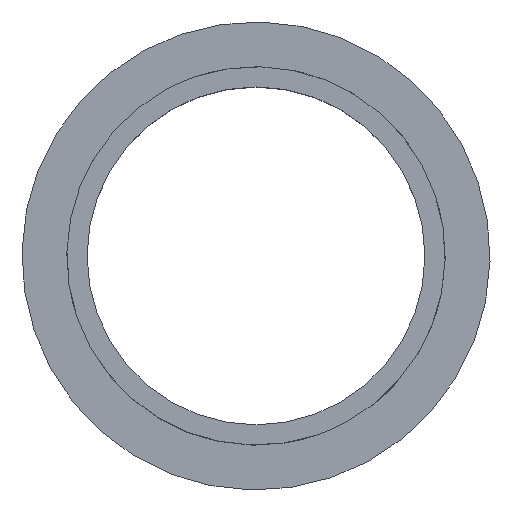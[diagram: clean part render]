
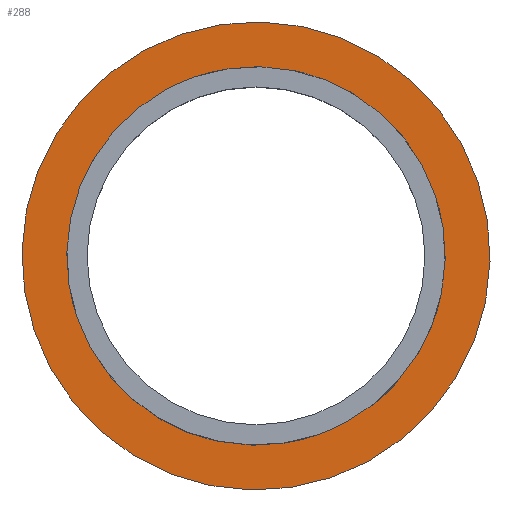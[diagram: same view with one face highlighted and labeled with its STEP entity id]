
A CAD part, top view. The second image highlights one B-rep face of the part: STEP entity #288.
In plain terms, the highlighted planar face has unit normal (0, 0, 1).
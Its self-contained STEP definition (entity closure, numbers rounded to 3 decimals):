
#184=CARTESIAN_POINT('Vertex',(-6.522,11.938,-25.)) ;
#191=CARTESIAN_POINT('Vertex',(6.522,-11.938,-25.)) ;
#195=CARTESIAN_POINT('Control Point',(6.522,-11.938,-25.)) ;
#196=CARTESIAN_POINT('Control Point',(8.397,-10.913,-25.)) ;
#197=CARTESIAN_POINT('Control Point',(10.071,-9.521,-25.)) ;
#198=CARTESIAN_POINT('Control Point',(11.447,-7.812,-25.)) ;
#199=CARTESIAN_POINT('Control Point',(13.455,-3.948,-25.)) ;
#200=CARTESIAN_POINT('Control Point',(13.853,0.389,-25.)) ;
#201=CARTESIAN_POINT('Control Point',(13.619,2.57,-25.)) ;
#202=CARTESIAN_POINT('Control Point',(12.306,6.723,-25.)) ;
#203=CARTESIAN_POINT('Control Point',(9.521,10.071,-25.)) ;
#204=CARTESIAN_POINT('Control Point',(7.812,11.447,-25.)) ;
#205=CARTESIAN_POINT('Control Point',(3.948,13.455,-25.)) ;
#206=CARTESIAN_POINT('Control Point',(-0.389,13.853,-25.)) ;
#207=CARTESIAN_POINT('Control Point',(-2.57,13.619,-25.)) ;
#208=CARTESIAN_POINT('Control Point',(-4.646,12.962,-25.)) ;
#209=CARTESIAN_POINT('Control Point',(-6.522,11.938,-25.)) ;
#238=CARTESIAN_POINT('Control Point',(-6.522,11.938,-25.)) ;
#239=CARTESIAN_POINT('Control Point',(-8.397,10.913,-25.)) ;
#240=CARTESIAN_POINT('Control Point',(-10.071,9.521,-25.)) ;
#241=CARTESIAN_POINT('Control Point',(-11.447,7.812,-25.)) ;
#242=CARTESIAN_POINT('Control Point',(-13.455,3.948,-25.)) ;
#243=CARTESIAN_POINT('Control Point',(-13.853,-0.389,-25.)) ;
#244=CARTESIAN_POINT('Control Point',(-13.619,-2.57,-25.)) ;
#245=CARTESIAN_POINT('Control Point',(-12.306,-6.723,-25.)) ;
#246=CARTESIAN_POINT('Control Point',(-9.521,-10.071,-25.)) ;
#247=CARTESIAN_POINT('Control Point',(-7.812,-11.447,-25.)) ;
#248=CARTESIAN_POINT('Control Point',(-3.948,-13.455,-25.)) ;
#249=CARTESIAN_POINT('Control Point',(0.389,-13.853,-25.)) ;
#250=CARTESIAN_POINT('Control Point',(2.57,-13.619,-25.)) ;
#251=CARTESIAN_POINT('Control Point',(4.646,-12.962,-25.)) ;
#252=CARTESIAN_POINT('Control Point',(6.522,-11.938,-25.)) ;
#261=CARTESIAN_POINT('Axis2P3D Location',(0.,0.,-25.)) ;
#266=CARTESIAN_POINT('Axis2P3D Location',(0.,0.,-25.)) ;
#270=CARTESIAN_POINT('Vertex',(-8.07,14.773,-25.)) ;
#272=CARTESIAN_POINT('Vertex',(8.07,-14.773,-25.)) ;
#275=CARTESIAN_POINT('Axis2P3D Location',(0.,0.,-25.)) ;
#262=DIRECTION('Axis2P3D Direction',(0.,0.,1.)) ;
#263=DIRECTION('Axis2P3D XDirection',(1.,0.,0.)) ;
#267=DIRECTION('Axis2P3D Direction',(0.,0.,1.)) ;
#276=DIRECTION('Axis2P3D Direction',(0.,0.,1.)) ;
#264=AXIS2_PLACEMENT_3D('Plane Axis2P3D',#261,#262,#263) ;
#268=AXIS2_PLACEMENT_3D('Circle Axis2P3D',#266,#267,$) ;
#277=AXIS2_PLACEMENT_3D('Circle Axis2P3D',#275,#276,$) ;
#281=ORIENTED_EDGE('',*,*,#274,.T.) ;
#282=ORIENTED_EDGE('',*,*,#279,.T.) ;
#285=ORIENTED_EDGE('',*,*,#210,.F.) ;
#286=ORIENTED_EDGE('',*,*,#253,.F.) ;
#287=FACE_BOUND('',#284,.T.) ;
#288=ADVANCED_FACE('Corps principal',(#283,#287),#265,.T.) ;
#194=B_SPLINE_CURVE_WITH_KNOTS('',5,(#195,#196,#197,#198,#199,#200,#201,#202,#203,#204,#205,#206,#207,#208,#209),.UNSPECIFIED.,.F.,.U.,(6,3,3,3,6),(77.292,96.615,115.938,135.261,154.584),.UNSPECIFIED.) ;
#237=B_SPLINE_CURVE_WITH_KNOTS('',5,(#238,#239,#240,#241,#242,#243,#244,#245,#246,#247,#248,#249,#250,#251,#252),.UNSPECIFIED.,.F.,.U.,(6,3,3,3,6),(0.,19.323,38.646,57.969,77.292),.UNSPECIFIED.) ;
#269=CIRCLE('generated circle',#268,16.833) ;
#278=CIRCLE('generated circle',#277,16.833) ;
#210=EDGE_CURVE('',#192,#185,#194,.T.) ;
#253=EDGE_CURVE('',#185,#192,#237,.T.) ;
#274=EDGE_CURVE('',#271,#273,#269,.T.) ;
#279=EDGE_CURVE('',#273,#271,#278,.T.) ;
#280=EDGE_LOOP('',(#281,#282)) ;
#284=EDGE_LOOP('',(#285,#286)) ;
#283=FACE_OUTER_BOUND('',#280,.T.) ;
#265=PLANE('Plane',#264) ;
#185=VERTEX_POINT('',#184) ;
#192=VERTEX_POINT('',#191) ;
#271=VERTEX_POINT('',#270) ;
#273=VERTEX_POINT('',#272) ;
